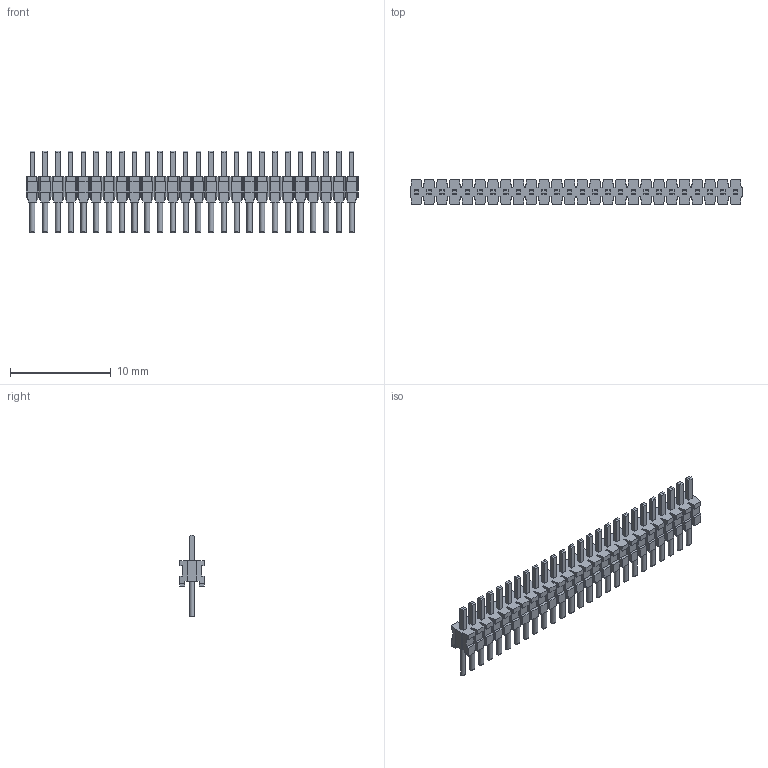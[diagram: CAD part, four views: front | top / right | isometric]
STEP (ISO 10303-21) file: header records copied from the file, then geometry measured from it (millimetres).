
FILE_DESCRIPTION(('FreeCAD Model'),'2;1');
FILE_NAME('Open CASCADE Shape Model','2025-01-08T14:02:31',(''),(''), 'Open CASCADE STEP processor 7.8','FreeCAD','Unknown');
FILE_SCHEMA(('AUTOMOTIVE_DESIGN { 1 0 10303 214 1 1 1 1 }'));
Length unit declared in the file: millimetre
Products named in the file (2): TMS-126-S_header; T-1M6-26-02-S
Bounding box: 33.02 x 2.44 x 8.13 mm (x, y, z)
Volume: 185.5 mm3; surface area: 996.7 mm2
Topology: 2 solids, 2 shells, 1113 faces, 3248 edges, 2164 vertices
Faces by surface type: plane 1087, cylinder 26
Full cylindrical faces by diameter (mm): 0.508 x26
Entity records: 36308 total; most frequent: CARTESIAN_POINT 6552, ORIENTED_EDGE 6496, DIRECTION 5606, EDGE_CURVE 3248, LINE 3066, VECTOR 3066, VERTEX_POINT 2164, AXIS2_PLACEMENT_3D 1270
